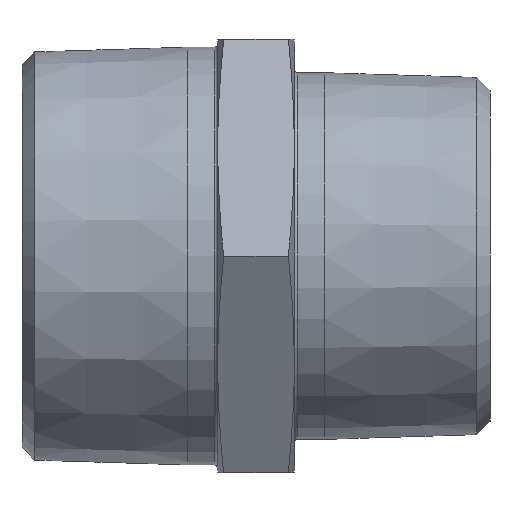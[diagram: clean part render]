
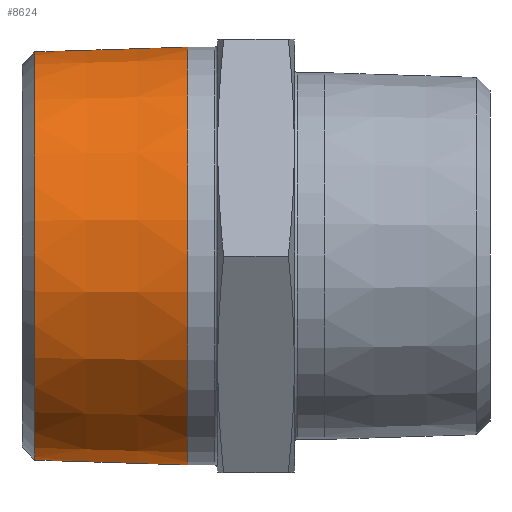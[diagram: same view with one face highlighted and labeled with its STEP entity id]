
A CAD part, front view. The second image highlights one B-rep face of the part: STEP entity #8624.
In plain terms, the highlighted conical face has half-angle 1.79 degrees and reference radius 23.901 mm.
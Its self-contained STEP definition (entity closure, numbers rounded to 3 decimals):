
#362 = ORIENTED_EDGE ( 'NONE', *, *, #8817, .T. ) ;
#1059 = DIRECTION ( 'NONE',  ( 1., 0., 0. ) ) ;
#1347 = EDGE_CURVE ( 'NONE', #12920, #12920, #11354, .T. ) ;
#1469 = VERTEX_POINT ( 'NONE', #5109 ) ;
#1921 = EDGE_LOOP ( 'NONE', ( #4403 ) ) ;
#2661 = CARTESIAN_POINT ( 'NONE',  ( 12.7, 0., 0. ) ) ;
#4403 = ORIENTED_EDGE ( 'NONE', *, *, #1347, .T. ) ;
#4972 = CARTESIAN_POINT ( 'NONE',  ( 1.478, 0., 23.551 ) ) ;
#5109 = CARTESIAN_POINT ( 'NONE',  ( 19.1, 0., 24.101 ) ) ;
#5914 = AXIS2_PLACEMENT_3D ( 'NONE', #9174, #6681, #9095 ) ;
#6681 = DIRECTION ( 'NONE',  ( -1., 0., 0. ) ) ;
#7305 = DIRECTION ( 'NONE',  ( 1., 0., 0. ) ) ;
#8221 = FACE_BOUND ( 'NONE', #1921, .T. ) ;
#8624 = ADVANCED_FACE ( 'NONE', ( #8221, #14213 ), #12480, .T. ) ;
#8817 = EDGE_CURVE ( 'NONE', #1469, #1469, #11232, .T. ) ;
#9095 = DIRECTION ( 'NONE',  ( 0., 0., 1. ) ) ;
#9174 = CARTESIAN_POINT ( 'NONE',  ( 19.1, 0., 0. ) ) ;
#10937 = EDGE_LOOP ( 'NONE', ( #362 ) ) ;
#11232 = CIRCLE ( 'NONE', #5914, 24.101 ) ;
#11354 = CIRCLE ( 'NONE', #14783, 23.551 ) ;
#11505 = DIRECTION ( 'NONE',  ( 0., 0., 1. ) ) ;
#11657 = CARTESIAN_POINT ( 'NONE',  ( 1.478, 0., 0. ) ) ;
#11755 = AXIS2_PLACEMENT_3D ( 'NONE', #2661, #7305, #12845 ) ;
#12480 = CONICAL_SURFACE ( 'NONE', #11755, 23.901, 0.031 ) ;
#12845 = DIRECTION ( 'NONE',  ( 0., 0., -1. ) ) ;
#12920 = VERTEX_POINT ( 'NONE', #4972 ) ;
#14213 = FACE_OUTER_BOUND ( 'NONE', #10937, .T. ) ;
#14783 = AXIS2_PLACEMENT_3D ( 'NONE', #11657, #1059, #11505 ) ;
